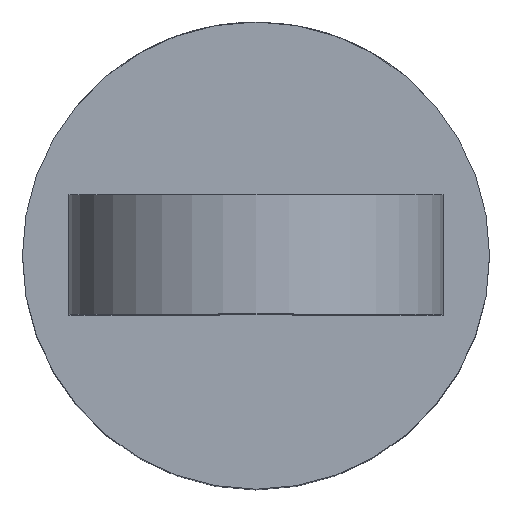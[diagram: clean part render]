
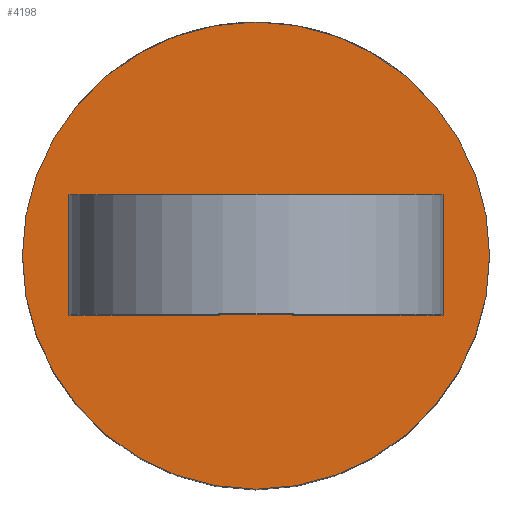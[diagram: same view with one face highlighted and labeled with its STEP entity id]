
A CAD part, top view. The second image highlights one B-rep face of the part: STEP entity #4198.
In plain terms, the highlighted planar face has unit normal (0, 0, 1).
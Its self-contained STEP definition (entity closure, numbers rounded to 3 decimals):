
#55 = VECTOR ( 'NONE', #3022, 1000. ) ;
#87 = DIRECTION ( 'NONE',  ( -1., 0., 0. ) ) ;
#355 = VECTOR ( 'NONE', #87, 1000. ) ;
#577 = EDGE_CURVE ( 'NONE', #4362, #8521, #7410, .T. ) ;
#646 = ORIENTED_EDGE ( 'NONE', *, *, #3567, .F. ) ;
#801 = CIRCLE ( 'NONE', #7447, 1.585 ) ;
#822 = DIRECTION ( 'NONE',  ( 0., 0., 1. ) ) ;
#932 = AXIS2_PLACEMENT_3D ( 'NONE', #6053, #2658, #6003 ) ;
#1208 = CARTESIAN_POINT ( 'NONE',  ( -0.77, 0.405, 3.05 ) ) ;
#1224 = DIRECTION ( 'NONE',  ( 0., -1., 0. ) ) ;
#1274 = ORIENTED_EDGE ( 'NONE', *, *, #8289, .T. ) ;
#1276 = LINE ( 'NONE', #7703, #5041 ) ;
#1557 = FACE_OUTER_BOUND ( 'NONE', #3045, .T. ) ;
#1634 = AXIS2_PLACEMENT_3D ( 'NONE', #10635, #822, #9916 ) ;
#1676 = CARTESIAN_POINT ( 'NONE',  ( -0.77, 0.405, 3.05 ) ) ;
#1864 = VERTEX_POINT ( 'NONE', #2121 ) ;
#1999 = CARTESIAN_POINT ( 'NONE',  ( 0.77, 0.405, 3.05 ) ) ;
#2121 = CARTESIAN_POINT ( 'NONE',  ( 1.585, 0., 3.05 ) ) ;
#2247 = EDGE_CURVE ( 'NONE', #5638, #1864, #6357, .T. ) ;
#2374 = FACE_BOUND ( 'NONE', #9718, .T. ) ;
#2583 = CARTESIAN_POINT ( 'NONE',  ( -1.585, 0., 3.05 ) ) ;
#2639 = VECTOR ( 'NONE', #9399, 1000. ) ;
#2658 = DIRECTION ( 'NONE',  ( 0., 0., 1. ) ) ;
#3022 = DIRECTION ( 'NONE',  ( 0., -1., 0. ) ) ;
#3042 = EDGE_CURVE ( 'NONE', #9879, #8309, #5958, .T. ) ;
#3045 = EDGE_LOOP ( 'NONE', ( #3176, #1274 ) ) ;
#3088 = DIRECTION ( 'NONE',  ( 1., 0., 0. ) ) ;
#3090 = PLANE ( 'NONE',  #932 ) ;
#3096 = VERTEX_POINT ( 'NONE', #6012 ) ;
#3150 = VERTEX_POINT ( 'NONE', #1999 ) ;
#3176 = ORIENTED_EDGE ( 'NONE', *, *, #2247, .T. ) ;
#3252 = DIRECTION ( 'NONE',  ( -1., 0., 0. ) ) ;
#3292 = EDGE_CURVE ( 'NONE', #7295, #8075, #7600, .T. ) ;
#3430 = CARTESIAN_POINT ( 'NONE',  ( 0., -0.405, 3.05 ) ) ;
#3567 = EDGE_CURVE ( 'NONE', #3096, #8521, #6590, .T. ) ;
#3815 = DIRECTION ( 'NONE',  ( -1., 0., 0. ) ) ;
#4198 = ADVANCED_FACE ( 'NONE', ( #9875, #2374, #1557 ), #3090, .T. ) ;
#4244 = ORIENTED_EDGE ( 'NONE', *, *, #3042, .T. ) ;
#4290 = EDGE_CURVE ( 'NONE', #3150, #4362, #8830, .T. ) ;
#4313 = VECTOR ( 'NONE', #3815, 1000. ) ;
#4362 = VERTEX_POINT ( 'NONE', #6532 ) ;
#4401 = LINE ( 'NONE', #1208, #8673 ) ;
#4962 = CARTESIAN_POINT ( 'NONE',  ( 0.25, 0.405, 3.05 ) ) ;
#5041 = VECTOR ( 'NONE', #1224, 1000. ) ;
#5137 = ORIENTED_EDGE ( 'NONE', *, *, #8663, .T. ) ;
#5199 = ORIENTED_EDGE ( 'NONE', *, *, #5511, .T. ) ;
#5361 = CARTESIAN_POINT ( 'NONE',  ( 0.77, 0.405, 3.05 ) ) ;
#5511 = EDGE_CURVE ( 'NONE', #7295, #9879, #1276, .T. ) ;
#5638 = VERTEX_POINT ( 'NONE', #2583 ) ;
#5675 = CARTESIAN_POINT ( 'NONE',  ( 0., 0.405, 3.05 ) ) ;
#5958 = LINE ( 'NONE', #3430, #2639 ) ;
#6003 = DIRECTION ( 'NONE',  ( 1., 0., 0. ) ) ;
#6012 = CARTESIAN_POINT ( 'NONE',  ( 0.25, 0.405, 3.05 ) ) ;
#6053 = CARTESIAN_POINT ( 'NONE',  ( 0., 0., 3.05 ) ) ;
#6357 = CIRCLE ( 'NONE', #1634, 1.585 ) ;
#6485 = DIRECTION ( 'NONE',  ( 0., 0., 1. ) ) ;
#6532 = CARTESIAN_POINT ( 'NONE',  ( 0.77, -0.405, 3.05 ) ) ;
#6590 = LINE ( 'NONE', #4962, #9976 ) ;
#6710 = ORIENTED_EDGE ( 'NONE', *, *, #4290, .T. ) ;
#7008 = ORIENTED_EDGE ( 'NONE', *, *, #8254, .F. ) ;
#7295 = VERTEX_POINT ( 'NONE', #10499 ) ;
#7410 = LINE ( 'NONE', #10753, #9694 ) ;
#7447 = AXIS2_PLACEMENT_3D ( 'NONE', #8946, #6485, #3088 ) ;
#7600 = LINE ( 'NONE', #9303, #355 ) ;
#7703 = CARTESIAN_POINT ( 'NONE',  ( -0.25, 0.405, 3.05 ) ) ;
#8075 = VERTEX_POINT ( 'NONE', #1676 ) ;
#8232 = ORIENTED_EDGE ( 'NONE', *, *, #3292, .F. ) ;
#8254 = EDGE_CURVE ( 'NONE', #3150, #3096, #8838, .T. ) ;
#8289 = EDGE_CURVE ( 'NONE', #1864, #5638, #801, .T. ) ;
#8309 = VERTEX_POINT ( 'NONE', #10598 ) ;
#8495 = DIRECTION ( 'NONE',  ( 0., 1., 0. ) ) ;
#8521 = VERTEX_POINT ( 'NONE', #9093 ) ;
#8663 = EDGE_CURVE ( 'NONE', #8309, #8075, #4401, .T. ) ;
#8673 = VECTOR ( 'NONE', #8495, 1000. ) ;
#8830 = LINE ( 'NONE', #5361, #55 ) ;
#8838 = LINE ( 'NONE', #5675, #4313 ) ;
#8879 = DIRECTION ( 'NONE',  ( 0., -1., 0. ) ) ;
#8946 = CARTESIAN_POINT ( 'NONE',  ( 0., 0., 3.05 ) ) ;
#9093 = CARTESIAN_POINT ( 'NONE',  ( 0.25, -0.405, 3.05 ) ) ;
#9303 = CARTESIAN_POINT ( 'NONE',  ( 0., 0.405, 3.05 ) ) ;
#9346 = ORIENTED_EDGE ( 'NONE', *, *, #577, .T. ) ;
#9399 = DIRECTION ( 'NONE',  ( -1., 0., 0. ) ) ;
#9694 = VECTOR ( 'NONE', #3252, 1000. ) ;
#9718 = EDGE_LOOP ( 'NONE', ( #7008, #6710, #9346, #646 ) ) ;
#9875 = FACE_BOUND ( 'NONE', #10246, .T. ) ;
#9879 = VERTEX_POINT ( 'NONE', #10234 ) ;
#9916 = DIRECTION ( 'NONE',  ( 1., 0., 0. ) ) ;
#9976 = VECTOR ( 'NONE', #8879, 1000. ) ;
#10234 = CARTESIAN_POINT ( 'NONE',  ( -0.25, -0.405, 3.05 ) ) ;
#10246 = EDGE_LOOP ( 'NONE', ( #8232, #5199, #4244, #5137 ) ) ;
#10499 = CARTESIAN_POINT ( 'NONE',  ( -0.25, 0.405, 3.05 ) ) ;
#10598 = CARTESIAN_POINT ( 'NONE',  ( -0.77, -0.405, 3.05 ) ) ;
#10635 = CARTESIAN_POINT ( 'NONE',  ( 0., 0., 3.05 ) ) ;
#10753 = CARTESIAN_POINT ( 'NONE',  ( 0., -0.405, 3.05 ) ) ;
